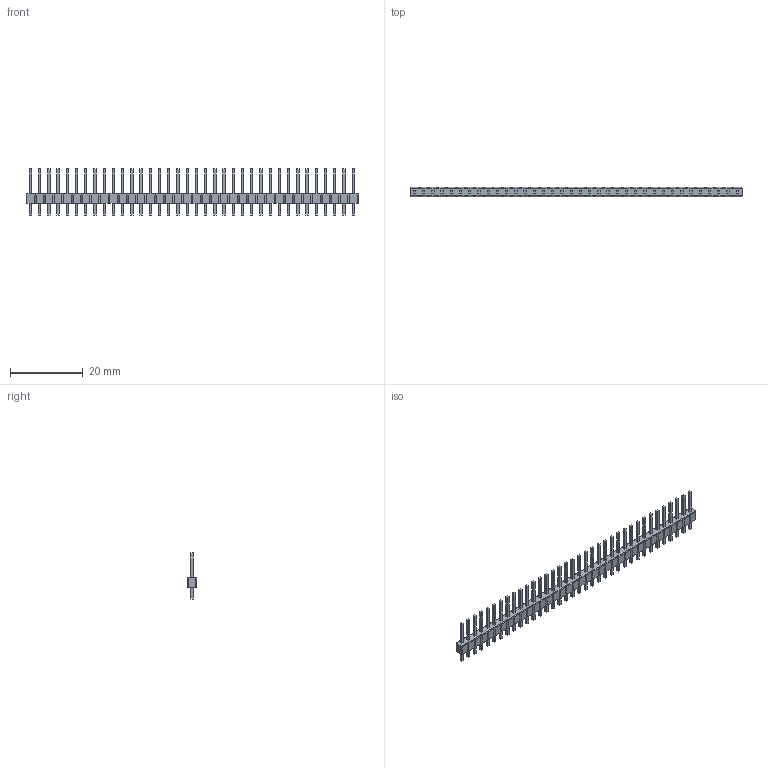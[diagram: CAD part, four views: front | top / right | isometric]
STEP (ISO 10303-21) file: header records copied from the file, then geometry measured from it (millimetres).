
FILE_DESCRIPTION((''),'2;1');
FILE_NAME('C-3-826629-6','2017-03-15T',('workeradm'),('Tyco Electronics Ltd.'),'CREO PARAMETRIC BY PTC INC, 2016050','CREO PARAMETRIC BY PTC INC, 2016050','');
FILE_SCHEMA(('AUTOMOTIVE_DESIGN { 1 0 10303 214 1 1 1 1 }'));
Length unit declared in the file: millimetre
Products named in the file (1): C-3-826629-6
Bounding box: 91.44 x 2.5 x 12.7 mm (x, y, z)
Volume: 767.6 mm3; surface area: 1897.4 mm2
Topology: 1 solids, 1 shells, 652 faces, 1734 edges, 1156 vertices
Faces by surface type: plane 580, cylinder 72
Entity records: 20069 total; most frequent: CARTESIAN_POINT 3907, ORIENTED_EDGE 3468, DIRECTION 2894, EDGE_CURVE 1734, VECTOR 1590, LINE 1590, VERTEX_POINT 1156, EDGE_LOOP 724
